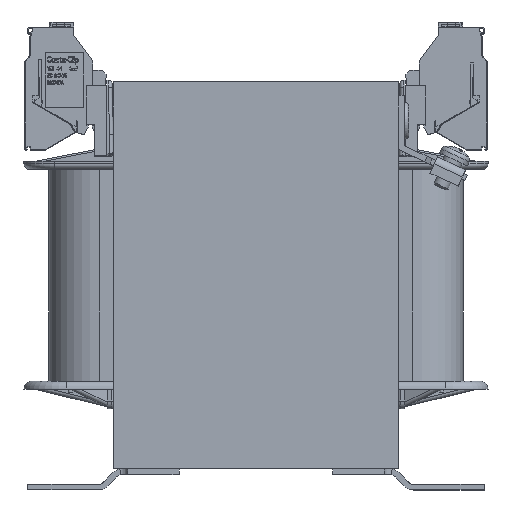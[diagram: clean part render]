
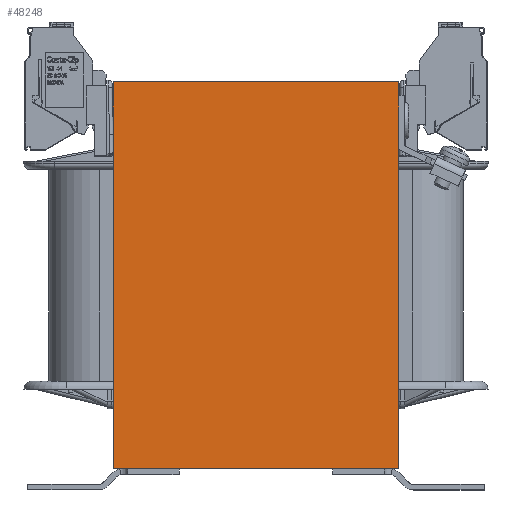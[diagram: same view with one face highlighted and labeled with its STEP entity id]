
A CAD part, left-side view. The second image highlights one B-rep face of the part: STEP entity #48248.
In plain terms, the highlighted planar face has unit normal (-1, 0, 0).
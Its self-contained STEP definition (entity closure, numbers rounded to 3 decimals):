
#870=PLANE('',#51195);
#2880=FACE_OUTER_BOUND('',#5485,.T.);
#5485=EDGE_LOOP('',(#33614,#33615,#33616,#33617));
#8222=LINE('',#68120,#14348);
#8224=LINE('',#68125,#14350);
#8225=LINE('',#68126,#14351);
#8226=LINE('',#68127,#14352);
#14348=VECTOR('',#54904,10.);
#14350=VECTOR('',#54908,10.);
#14351=VECTOR('',#54909,10.);
#14352=VECTOR('',#54910,10.);
#21308=VERTEX_POINT('',#68117);
#21309=VERTEX_POINT('',#68119);
#21310=VERTEX_POINT('',#68123);
#21311=VERTEX_POINT('',#68124);
#26141=EDGE_CURVE('',#21309,#21308,#8222,.T.);
#26143=EDGE_CURVE('',#21310,#21311,#8224,.T.);
#26144=EDGE_CURVE('',#21311,#21309,#8225,.T.);
#26145=EDGE_CURVE('',#21310,#21308,#8226,.T.);
#33614=ORIENTED_EDGE('',*,*,#26143,.T.);
#33615=ORIENTED_EDGE('',*,*,#26144,.T.);
#33616=ORIENTED_EDGE('',*,*,#26141,.T.);
#33617=ORIENTED_EDGE('',*,*,#26145,.F.);
#48248=ADVANCED_FACE('',(#2880),#870,.T.);
#51195=AXIS2_PLACEMENT_3D('',#68122,#54906,#54907);
#54904=DIRECTION('',(0.,0.,1.));
#54906=DIRECTION('center_axis',(-1.,0.,0.));
#54907=DIRECTION('ref_axis',(0.,0.,1.));
#54908=DIRECTION('',(0.,0.,-1.));
#54909=DIRECTION('',(0.,-1.,0.));
#54910=DIRECTION('',(0.,-1.,0.));
#68117=CARTESIAN_POINT('',(-60.,-36.85,50.));
#68119=CARTESIAN_POINT('',(-60.,-36.85,-50.));
#68120=CARTESIAN_POINT('',(-60.,-36.85,50.));
#68122=CARTESIAN_POINT('Origin',(-60.,0.,50.));
#68123=CARTESIAN_POINT('',(-60.,36.85,50.));
#68124=CARTESIAN_POINT('',(-60.,36.85,-50.));
#68125=CARTESIAN_POINT('',(-60.,36.85,50.));
#68126=CARTESIAN_POINT('',(-60.,0.,-50.));
#68127=CARTESIAN_POINT('',(-60.,0.,50.));
